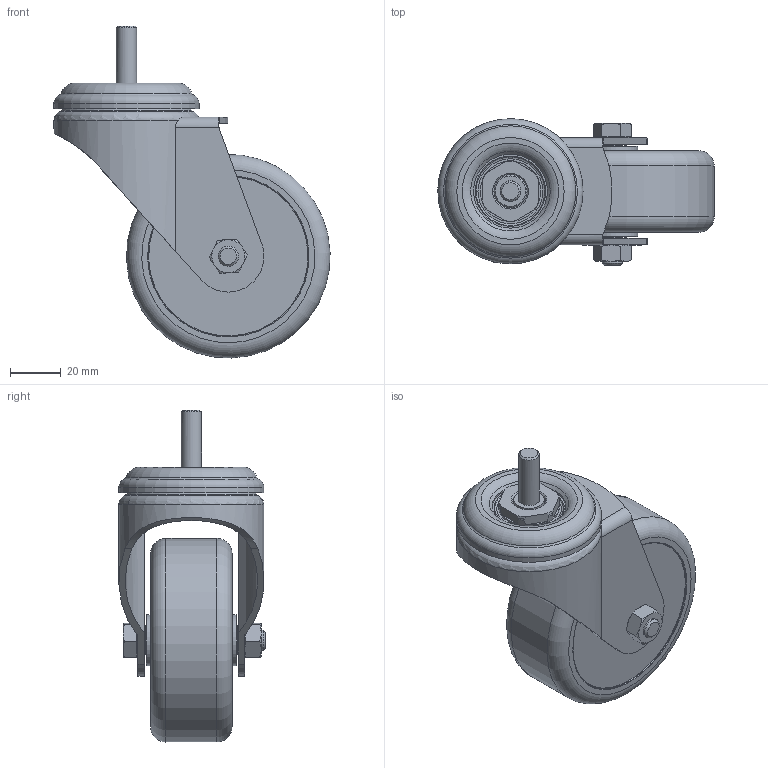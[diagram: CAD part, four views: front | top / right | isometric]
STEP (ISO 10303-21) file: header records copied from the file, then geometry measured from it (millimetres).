
FILE_DESCRIPTION(('STEP AP203'),'1');
FILE_NAME('ERGO08N1110.stp','2023-10-23T10:32:17',(' '),(' '),'Spatial InterOp 3D',' ',' ');
FILE_SCHEMA(('CONFIG_CONTROL_DESIGN'));
Length unit declared in the file: millimetre
Products named in the file (8): Kit roulette pivotante D80 - vis seule; Rondelle 12x8.2x5; Roulette pivotante D80; roue pour roulette; axe_2; CorpsPivo; Vis FHC - M8x35
Assembly tree (7 placements, depth 4):
  Kit roulette pivotante D80 - vis seule
    Rondelle 12x8.2x5
    Roulette pivotante D80
      Roulette pivotante D80
        roue pour roulette
        axe_2
        CorpsPivo
    Vis FHC - M8x35
Bounding box: 108.48 x 57.5 x 130.38 mm (x, y, z)
Volume: 210458.6 mm3; surface area: 45540.4 mm2
Topology: 5 solids, 5 shells, 181 faces, 425 edges, 268 vertices
Faces by surface type: plane 77, cylinder 38, cone 38, torus 28
Full cylindrical faces by diameter (mm): 8 x5, 8.1 x1, 8.2 x1, 8.5 x2, 12 x2, 13 x2, 15.24 x1, 20 x2, 20.45 x1, 29 x1, 57 x1, 63 x2, 80 x1
Entity records: 6537 total; most frequent: CARTESIAN_POINT 1420, DIRECTION 797, ORIENTED_EDGE 712, EDGE_CURVE 356, AXIS2_PLACEMENT_3D 346, EDGE_LOOP 262, VERTEX_POINT 257, FACE_OUTER_BOUND 224
